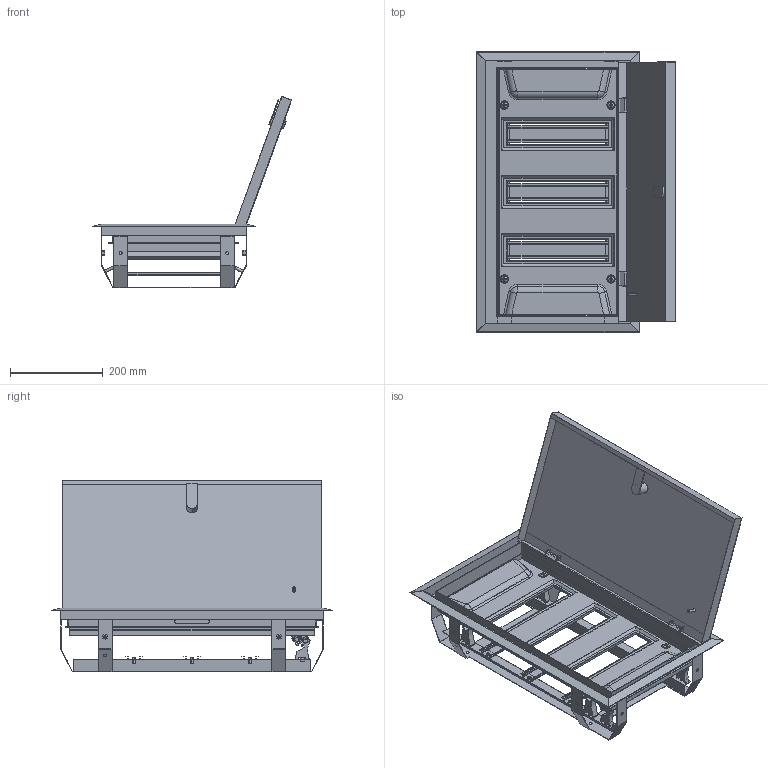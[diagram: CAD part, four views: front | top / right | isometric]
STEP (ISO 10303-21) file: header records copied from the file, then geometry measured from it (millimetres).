
FILE_DESCRIPTION (( 'STEP AP214' ), '1' );
FILE_NAME ('ShRV-36_Universal.STEP', '2016-10-11T07:14:44', ( 'user' ), ( '' ), 'SwSTEP 2.0', 'SolidWorks 2014', '' );
FILE_SCHEMA (( 'AUTOMOTIVE_DESIGN' ));
Length unit declared in the file: millimetre
Products named in the file (11): DIN-Reika_18 ｢箘ｬ箘｢; Support; Stoika Shin_‘â®©ª  ¤«ï è¨­; Panel_ShRN-36; Klipsa; Stoika pan; ShRV-36_Universal; SC GOST 17473_gost_‚¨­â A.M5x10 ƒŽ‘’ 17473-80; Dver_Universal_36; Panel_36; Obolochka_Universal_36
Assembly tree (25 placements, depth 3):
  ShRV-36_Universal
    Obolochka_Universal_36
    Dver_Universal_36
    DIN-Reika_18 ｢箘ｬ箘｢  x3
    Panel_36
      Panel_ShRN-36
      Klipsa  x4
      Stoika pan  x4
    SC GOST 17473_gost_‚¨­â A.M5x10 ƒŽ‘’ 17473-80  x6
    Stoika Shin_‘â®©ª  ¤«ï è¨­  x2
    Support  x2
Bounding box: 430.21 x 605 x 413.15 mm (x, y, z)
Volume: 906361 mm3; surface area: 1503410.8 mm2
Topology: 28 solids, 28 shells, 1628 faces, 4184 edges, 2618 vertices
Faces by surface type: plane 938, cylinder 362, bspline 146, torus 84, sphere 52, cone 46
Entity records: 28253 total; most frequent: CARTESIAN_POINT 6080, ORIENTED_EDGE 4562, DIRECTION 4362, EDGE_CURVE 2281, LINE 1612, VECTOR 1612, VERTEX_POINT 1467, AXIS2_PLACEMENT_3D 1375
